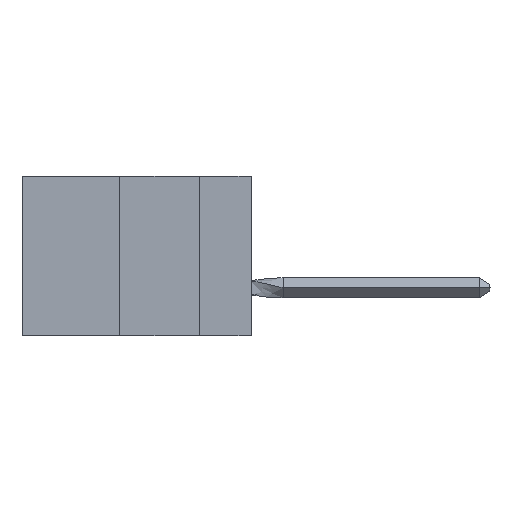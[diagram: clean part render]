
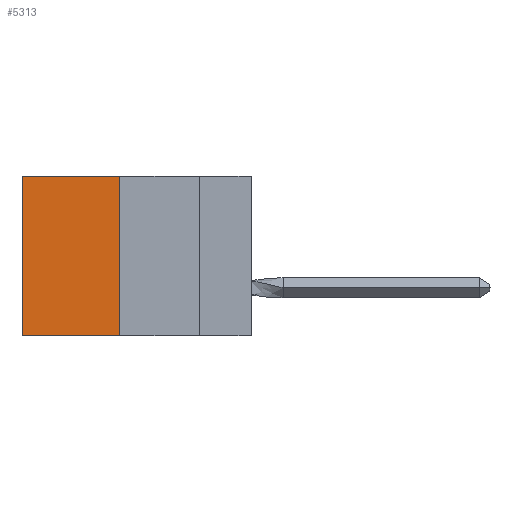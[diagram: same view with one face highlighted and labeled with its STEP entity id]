
A CAD part, left-side view. The second image highlights one B-rep face of the part: STEP entity #5313.
In plain terms, the highlighted planar face has unit normal (-1, 0, 0).
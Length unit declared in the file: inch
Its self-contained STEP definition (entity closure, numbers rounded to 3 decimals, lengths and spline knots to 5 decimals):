
#255 = CARTESIAN_POINT ( 'NONE',  ( 0.305, 0.413, -0.5 ) ) ;
#616 = ORIENTED_EDGE ( 'NONE', *, *, #20204, .F. ) ;
#784 = DIRECTION ( 'NONE',  ( 0., 0., -1. ) ) ;
#1323 = DIRECTION ( 'NONE',  ( 0., 0., -1. ) ) ;
#1519 = CARTESIAN_POINT ( 'NONE',  ( 0.305, 0.413, 0. ) ) ;
#2903 = DIRECTION ( 'NONE',  ( 0., 1., 0. ) ) ;
#3698 = CARTESIAN_POINT ( 'NONE',  ( 0.305, 0.413, -0.5 ) ) ;
#3885 = DIRECTION ( 'NONE',  ( 1., 0., 0. ) ) ;
#4112 = CARTESIAN_POINT ( 'NONE',  ( 0.305, 0.72, 0. ) ) ;
#4204 = VERTEX_POINT ( 'NONE', #4112 ) ;
#4237 = FACE_OUTER_BOUND ( 'NONE', #17127, .T. ) ;
#4241 = VECTOR ( 'NONE', #12461, 39.37008 ) ;
#5313 = ADVANCED_FACE ( 'NONE', ( #4237 ), #8417, .F. ) ;
#5527 = CARTESIAN_POINT ( 'NONE',  ( 0.305, 0.413, -0.5 ) ) ;
#5805 = VERTEX_POINT ( 'NONE', #1519 ) ;
#6383 = LINE ( 'NONE', #25875, #4241 ) ;
#6829 = VECTOR ( 'NONE', #2903, 39.37008 ) ;
#7239 = ORIENTED_EDGE ( 'NONE', *, *, #15258, .T. ) ;
#8417 = PLANE ( 'NONE',  #20626 ) ;
#12461 = DIRECTION ( 'NONE',  ( 0., 0., -1. ) ) ;
#12937 = VECTOR ( 'NONE', #784, 39.37008 ) ;
#14266 = CARTESIAN_POINT ( 'NONE',  ( 0.305, 0.413, 0. ) ) ;
#14708 = ORIENTED_EDGE ( 'NONE', *, *, #25550, .F. ) ;
#15258 = EDGE_CURVE ( 'NONE', #5805, #4204, #25162, .T. ) ;
#16791 = LINE ( 'NONE', #5527, #12937 ) ;
#16853 = VERTEX_POINT ( 'NONE', #255 ) ;
#17127 = EDGE_LOOP ( 'NONE', ( #17231, #14708, #616, #7239 ) ) ;
#17231 = ORIENTED_EDGE ( 'NONE', *, *, #19101, .T. ) ;
#18670 = LINE ( 'NONE', #20649, #6829 ) ;
#19101 = EDGE_CURVE ( 'NONE', #4204, #27273, #6383, .T. ) ;
#20204 = EDGE_CURVE ( 'NONE', #5805, #16853, #16791, .T. ) ;
#20561 = CARTESIAN_POINT ( 'NONE',  ( 0.305, 0.72, -0.5 ) ) ;
#20626 = AXIS2_PLACEMENT_3D ( 'NONE', #3698, #3885, #1323 ) ;
#20649 = CARTESIAN_POINT ( 'NONE',  ( 0.305, 0.413, -0.5 ) ) ;
#23518 = DIRECTION ( 'NONE',  ( 0., 1., 0. ) ) ;
#25162 = LINE ( 'NONE', #14266, #28323 ) ;
#25550 = EDGE_CURVE ( 'NONE', #16853, #27273, #18670, .T. ) ;
#25875 = CARTESIAN_POINT ( 'NONE',  ( 0.305, 0.72, -0.5 ) ) ;
#27273 = VERTEX_POINT ( 'NONE', #20561 ) ;
#28323 = VECTOR ( 'NONE', #23518, 39.37008 ) ;
